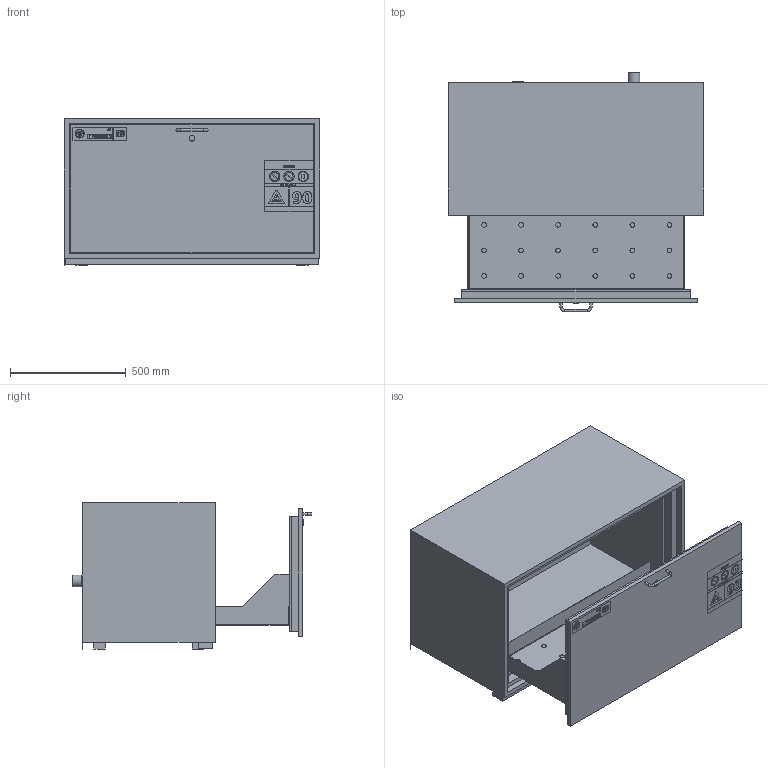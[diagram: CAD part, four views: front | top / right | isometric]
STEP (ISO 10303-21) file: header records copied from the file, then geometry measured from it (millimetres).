
FILE_DESCRIPTION(/* description */ (''),/* implementation_level */ '2;1');
FILE_NAME(/* name */ 'UB90.060.110.S_30420-001-30423_OD.stp',/* time_stamp */ '2017-03-06T14:26:16+01:00',/* author */ ('pproduktmanagement'),/* organization */ ('asecos® GmbH'),/* preprocessor_version */ 'ST-DEVELOPER v16.5',/* originating_system */ 'Autodesk Inventor 2017',/* authorisation */ '');
FILE_SCHEMA (('AUTOMOTIVE_DESIGN { 1 0 10303 214 3 1 1 }'));
Length unit declared in the file: millimetre
Products named in the file (2): UB90.060.110.S_30420-001_alles verbaut; UB90.060.110.S_30420-001-30423_OD
Assembly tree (1 placements, depth 2):
  UB90.060.110.S_30420-001_alles verbaut
    UB90.060.110.S_30420-001-30423_OD
Bounding box: 1102 x 1035.15 x 630.88 mm (x, y, z)
Volume: 159229563.9 mm3; surface area: 8404645.8 mm2
Topology: 6 solids, 6 shells, 665 faces, 1721 edges, 1152 vertices
Faces by surface type: plane 463, bspline 135, cylinder 65, torus 2
Full cylindrical faces by diameter (mm): 10.3 x3, 20 x24, 25 x1, 33.8 x1, 37.8 x1, 40 x1, 45 x3, 50 x5
Entity records: 21585 total; most frequent: CARTESIAN_POINT 5589, ORIENTED_EDGE 3312, DIRECTION 2582, EDGE_CURVE 1656, LINE 1256, VECTOR 1256, VERTEX_POINT 1128, EDGE_LOOP 840
